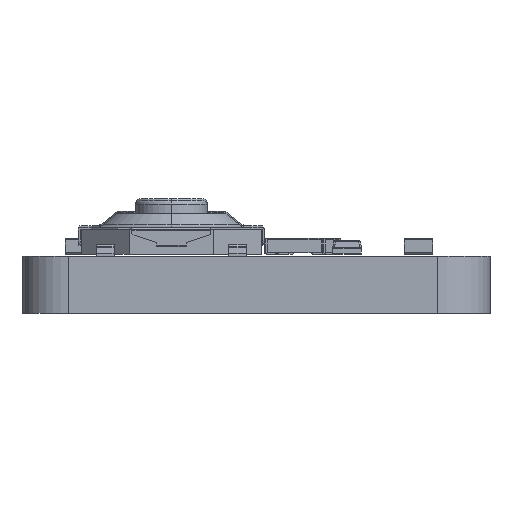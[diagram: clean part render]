
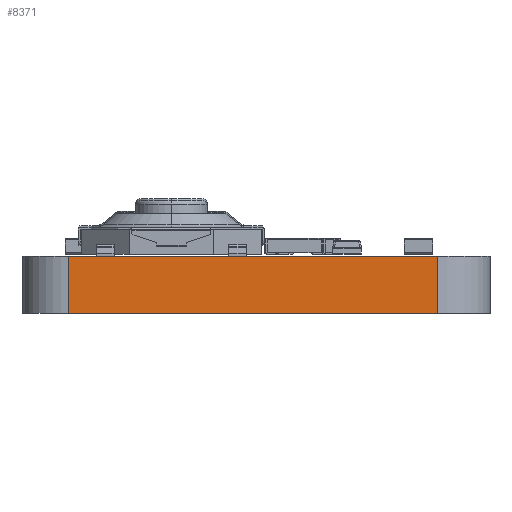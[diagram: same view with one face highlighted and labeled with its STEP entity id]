
A CAD part, left-side view. The second image highlights one B-rep face of the part: STEP entity #8371.
In plain terms, the highlighted planar face has unit normal (-1, 0.002, 0).
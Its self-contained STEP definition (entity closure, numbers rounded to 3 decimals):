
#8174 = VERTEX_POINT('',#8175);
#8175 = CARTESIAN_POINT('',(-102.985,5.238,0.));
#8182 = EDGE_CURVE('',#8183,#8174,#8185,.T.);
#8183 = VERTEX_POINT('',#8184);
#8184 = CARTESIAN_POINT('',(-103.005,-5.08,0.));
#8185 = LINE('',#8186,#8187);
#8186 = CARTESIAN_POINT('',(-103.005,-5.08,0.));
#8187 = VECTOR('',#8188,1.);
#8188 = DIRECTION('',(0.002,1.,0.));
#8259 = VERTEX_POINT('',#8260);
#8260 = CARTESIAN_POINT('',(-102.985,5.238,1.6));
#8267 = EDGE_CURVE('',#8268,#8259,#8270,.T.);
#8268 = VERTEX_POINT('',#8269);
#8269 = CARTESIAN_POINT('',(-103.005,-5.08,1.6));
#8270 = LINE('',#8271,#8272);
#8271 = CARTESIAN_POINT('',(-103.005,-5.08,1.6));
#8272 = VECTOR('',#8273,1.);
#8273 = DIRECTION('',(0.002,1.,0.));
#8341 = EDGE_CURVE('',#8174,#8259,#8342,.T.);
#8342 = LINE('',#8343,#8344);
#8343 = CARTESIAN_POINT('',(-102.985,5.238,0.));
#8344 = VECTOR('',#8345,1.);
#8345 = DIRECTION('',(0.,0.,1.));
#8371 = ADVANCED_FACE('',(#8372),#8383,.T.);
#8372 = FACE_BOUND('',#8373,.T.);
#8373 = EDGE_LOOP('',(#8374,#8380,#8381,#8382));
#8374 = ORIENTED_EDGE('',*,*,#8375,.T.);
#8375 = EDGE_CURVE('',#8183,#8268,#8376,.T.);
#8376 = LINE('',#8377,#8378);
#8377 = CARTESIAN_POINT('',(-103.005,-5.08,0.));
#8378 = VECTOR('',#8379,1.);
#8379 = DIRECTION('',(0.,0.,1.));
#8380 = ORIENTED_EDGE('',*,*,#8267,.T.);
#8381 = ORIENTED_EDGE('',*,*,#8341,.F.);
#8382 = ORIENTED_EDGE('',*,*,#8182,.F.);
#8383 = PLANE('',#8384);
#8384 = AXIS2_PLACEMENT_3D('',#8385,#8386,#8387);
#8385 = CARTESIAN_POINT('',(-103.005,-5.08,0.));
#8386 = DIRECTION('',(-1.,0.002,0.));
#8387 = DIRECTION('',(0.002,1.,0.));
